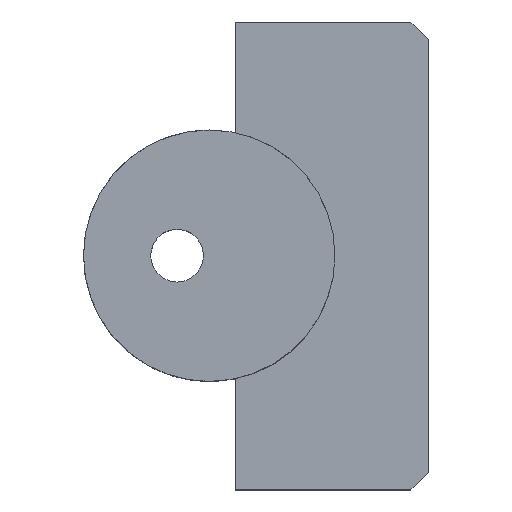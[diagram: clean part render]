
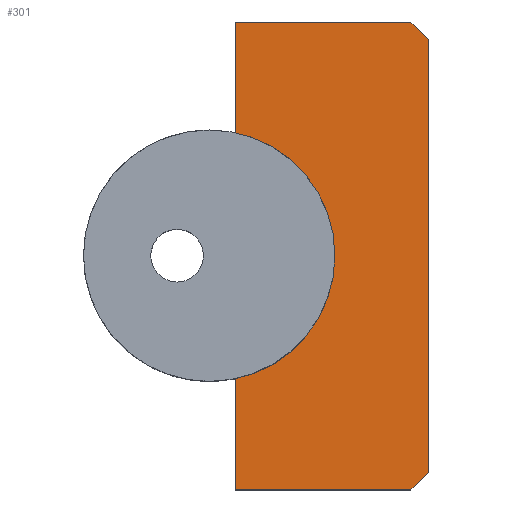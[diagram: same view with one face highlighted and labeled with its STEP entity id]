
A CAD part, top view. The second image highlights one B-rep face of the part: STEP entity #301.
In plain terms, the highlighted planar face has unit normal (0, 0, 1).
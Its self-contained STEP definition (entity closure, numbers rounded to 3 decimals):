
#33=FACE_OUTER_BOUND('',#53,.T.);
#53=EDGE_LOOP('',(#221,#222,#223,#224,#225,#226,#227,#228));
#78=CIRCLE('',#337,21.5);
#90=LINE('',#475,#116);
#91=LINE('',#477,#117);
#92=LINE('',#479,#118);
#93=LINE('',#481,#119);
#94=LINE('',#483,#120);
#95=LINE('',#485,#121);
#96=LINE('',#486,#122);
#116=VECTOR('',#388,10.);
#117=VECTOR('',#389,10.);
#118=VECTOR('',#390,10.);
#119=VECTOR('',#391,10.);
#120=VECTOR('',#392,10.);
#121=VECTOR('',#393,10.);
#122=VECTOR('',#394,10.);
#139=VERTEX_POINT('',#455);
#140=VERTEX_POINT('',#456);
#145=VERTEX_POINT('',#474);
#146=VERTEX_POINT('',#476);
#147=VERTEX_POINT('',#478);
#148=VERTEX_POINT('',#480);
#149=VERTEX_POINT('',#482);
#150=VERTEX_POINT('',#484);
#173=EDGE_CURVE('',#139,#140,#78,.T.);
#174=EDGE_CURVE('',#140,#145,#90,.T.);
#175=EDGE_CURVE('',#145,#146,#91,.T.);
#176=EDGE_CURVE('',#147,#146,#92,.T.);
#177=EDGE_CURVE('',#148,#147,#93,.T.);
#178=EDGE_CURVE('',#149,#148,#94,.T.);
#179=EDGE_CURVE('',#149,#150,#95,.T.);
#180=EDGE_CURVE('',#150,#139,#96,.T.);
#221=ORIENTED_EDGE('',*,*,#173,.T.);
#222=ORIENTED_EDGE('',*,*,#174,.T.);
#223=ORIENTED_EDGE('',*,*,#175,.T.);
#224=ORIENTED_EDGE('',*,*,#176,.F.);
#225=ORIENTED_EDGE('',*,*,#177,.F.);
#226=ORIENTED_EDGE('',*,*,#178,.F.);
#227=ORIENTED_EDGE('',*,*,#179,.T.);
#228=ORIENTED_EDGE('',*,*,#180,.T.);
#287=PLANE('',#339);
#301=ADVANCED_FACE('',(#33),#287,.T.);
#337=AXIS2_PLACEMENT_3D('',#471,#382,#383);
#339=AXIS2_PLACEMENT_3D('',#473,#386,#387);
#382=DIRECTION('center_axis',(0.,0.,-1.));
#383=DIRECTION('ref_axis',(1.,0.,0.));
#386=DIRECTION('center_axis',(0.,0.,1.));
#387=DIRECTION('ref_axis',(-1.,0.,0.));
#388=DIRECTION('',(0.,-1.,0.));
#389=DIRECTION('',(1.,0.,0.));
#390=DIRECTION('',(-0.707,-0.707,0.));
#391=DIRECTION('',(0.,-1.,0.));
#392=DIRECTION('',(0.707,-0.707,0.));
#393=DIRECTION('',(-1.,0.,0.));
#394=DIRECTION('',(0.,-1.,0.));
#455=CARTESIAN_POINT('',(4.5,21.024,0.));
#456=CARTESIAN_POINT('',(4.5,-21.024,0.));
#471=CARTESIAN_POINT('Origin',(0.,0.,0.));
#473=CARTESIAN_POINT('Origin',(37.5,40.,0.));
#474=CARTESIAN_POINT('',(4.5,-40.,0.));
#475=CARTESIAN_POINT('',(4.5,40.,0.));
#476=CARTESIAN_POINT('',(34.5,-40.,0.));
#477=CARTESIAN_POINT('',(29.25,-40.,0.));
#478=CARTESIAN_POINT('',(37.5,-37.,0.));
#479=CARTESIAN_POINT('',(56.,-18.5,0.));
#480=CARTESIAN_POINT('',(37.5,37.,0.));
#481=CARTESIAN_POINT('',(37.5,40.,0.));
#482=CARTESIAN_POINT('',(34.5,40.,0.));
#483=CARTESIAN_POINT('',(36.,38.5,0.));
#484=CARTESIAN_POINT('',(4.5,40.,0.));
#485=CARTESIAN_POINT('',(37.5,40.,0.));
#486=CARTESIAN_POINT('',(4.5,40.,0.));
